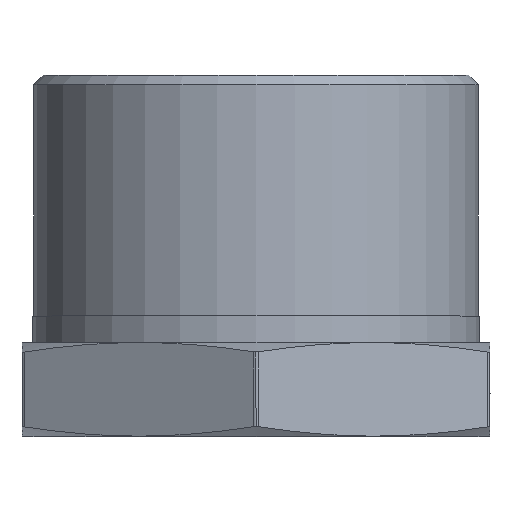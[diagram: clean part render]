
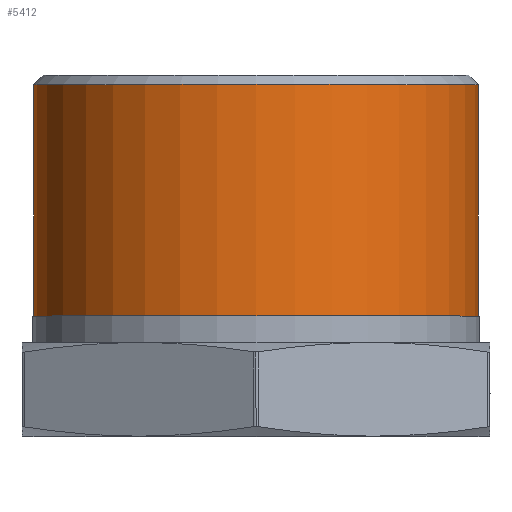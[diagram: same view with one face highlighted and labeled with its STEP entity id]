
A CAD part, top view. The second image highlights one B-rep face of the part: STEP entity #5412.
In plain terms, the highlighted cylindrical face has radius 16.625 mm (diameter 33.249 mm), a partial arc.
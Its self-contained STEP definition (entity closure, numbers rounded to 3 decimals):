
#811 = DIRECTION ( 'NONE',  ( 1., 0., 0. ) ) ;
#904 = CARTESIAN_POINT ( 'NONE',  ( 0., 7., 0. ) ) ;
#1087 = LINE ( 'NONE', #3179, #8618 ) ;
#1889 = AXIS2_PLACEMENT_3D ( 'NONE', #10072, #11077, #3478 ) ;
#2321 = DIRECTION ( 'NONE',  ( 0., 1., 0. ) ) ;
#2561 = CYLINDRICAL_SURFACE ( 'NONE', #11385, 16.625 ) ;
#3179 = CARTESIAN_POINT ( 'NONE',  ( 16.625, 7., 0. ) ) ;
#3340 = CARTESIAN_POINT ( 'NONE',  ( 0., 26.302, 0. ) ) ;
#3478 = DIRECTION ( 'NONE',  ( 1., 0., 0. ) ) ;
#3695 = VERTEX_POINT ( 'NONE', #9736 ) ;
#4152 = VECTOR ( 'NONE', #12129, 1000. ) ;
#4676 = EDGE_CURVE ( 'NONE', #4996, #3695, #11694, .T. ) ;
#4996 = VERTEX_POINT ( 'NONE', #8019 ) ;
#5412 = ADVANCED_FACE ( 'NONE', ( #9966 ), #2561, .T. ) ;
#5470 = VERTEX_POINT ( 'NONE', #11652 ) ;
#5672 = EDGE_CURVE ( 'NONE', #5470, #5955, #10867, .T. ) ;
#5687 = ORIENTED_EDGE ( 'NONE', *, *, #6115, .T. ) ;
#5955 = VERTEX_POINT ( 'NONE', #13010 ) ;
#6115 = EDGE_CURVE ( 'NONE', #3695, #5955, #1087, .T. ) ;
#7030 = LINE ( 'NONE', #8802, #4152 ) ;
#7593 = DIRECTION ( 'NONE',  ( 0., 1., 0. ) ) ;
#8019 = CARTESIAN_POINT ( 'NONE',  ( -16.625, 9., 0. ) ) ;
#8618 = VECTOR ( 'NONE', #7593, 1000. ) ;
#8802 = CARTESIAN_POINT ( 'NONE',  ( -16.625, 7., 0. ) ) ;
#9225 = ORIENTED_EDGE ( 'NONE', *, *, #5672, .F. ) ;
#9255 = EDGE_LOOP ( 'NONE', ( #11217, #12004, #5687, #9225 ) ) ;
#9707 = EDGE_CURVE ( 'NONE', #4996, #5470, #7030, .T. ) ;
#9736 = CARTESIAN_POINT ( 'NONE',  ( 16.625, 9., 0. ) ) ;
#9966 = FACE_OUTER_BOUND ( 'NONE', #9255, .T. ) ;
#10072 = CARTESIAN_POINT ( 'NONE',  ( 0., 9., 0. ) ) ;
#10107 = DIRECTION ( 'NONE',  ( 1., 0., 0. ) ) ;
#10867 = CIRCLE ( 'NONE', #12216, 16.625 ) ;
#11077 = DIRECTION ( 'NONE',  ( 0., 1., 0. ) ) ;
#11217 = ORIENTED_EDGE ( 'NONE', *, *, #9707, .F. ) ;
#11385 = AXIS2_PLACEMENT_3D ( 'NONE', #904, #11797, #811 ) ;
#11652 = CARTESIAN_POINT ( 'NONE',  ( -16.625, 26.302, 0. ) ) ;
#11694 = CIRCLE ( 'NONE', #1889, 16.625 ) ;
#11797 = DIRECTION ( 'NONE',  ( 0., 1., 0. ) ) ;
#12004 = ORIENTED_EDGE ( 'NONE', *, *, #4676, .T. ) ;
#12129 = DIRECTION ( 'NONE',  ( 0., 1., 0. ) ) ;
#12216 = AXIS2_PLACEMENT_3D ( 'NONE', #3340, #2321, #10107 ) ;
#13010 = CARTESIAN_POINT ( 'NONE',  ( 16.625, 26.302, 0. ) ) ;
